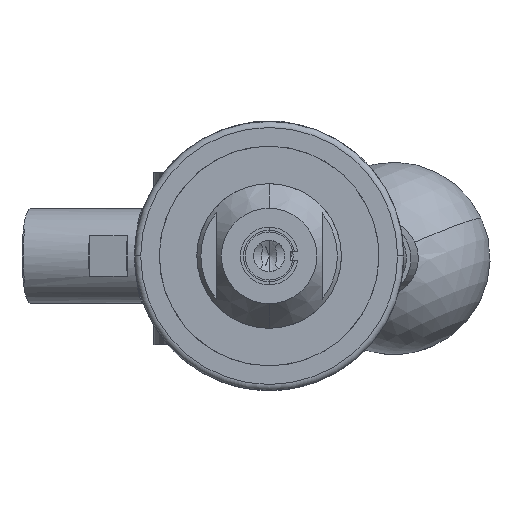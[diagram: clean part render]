
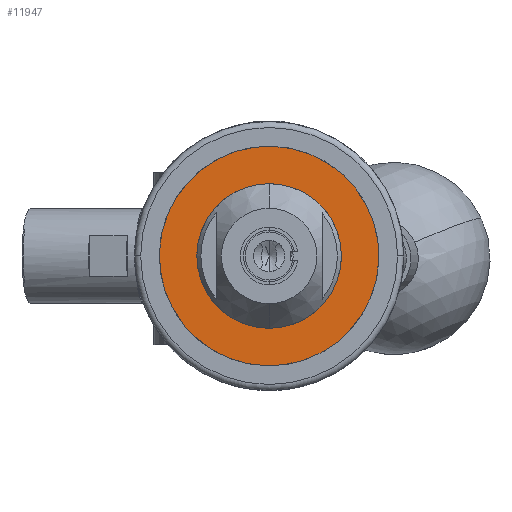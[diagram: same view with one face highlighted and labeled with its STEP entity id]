
A CAD part, left-side view. The second image highlights one B-rep face of the part: STEP entity #11947.
In plain terms, the highlighted planar face has unit normal (-1, 0, 0).
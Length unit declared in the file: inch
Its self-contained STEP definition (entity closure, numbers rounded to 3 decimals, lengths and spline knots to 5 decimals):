
#8 = FACE_OUTER_BOUND ( 'NONE', #16829, .T. ) ;
#689 = VERTEX_POINT ( 'NONE', #10797 ) ;
#813 = AXIS2_PLACEMENT_3D ( 'NONE', #11245, #16401, #12696 ) ;
#1114 = PLANE ( 'NONE',  #4490 ) ;
#2351 = CIRCLE ( 'NONE', #8636, 0.47 ) ;
#2482 = VERTEX_POINT ( 'NONE', #2805 ) ;
#2653 = VERTEX_POINT ( 'NONE', #5016 ) ;
#2805 = CARTESIAN_POINT ( 'NONE',  ( -4.364, -0.31683, 0.34716 ) ) ;
#3591 = EDGE_CURVE ( 'NONE', #689, #2482, #15640, .T. ) ;
#4007 = EDGE_LOOP ( 'NONE', ( #4189, #11449 ) ) ;
#4189 = ORIENTED_EDGE ( 'NONE', *, *, #3591, .T. ) ;
#4490 = AXIS2_PLACEMENT_3D ( 'NONE', #13955, #6408, #16857 ) ;
#4566 = VERTEX_POINT ( 'NONE', #10428 ) ;
#4850 = DIRECTION ( 'NONE',  ( 0., 0.674, -0.739 ) ) ;
#5016 = CARTESIAN_POINT ( 'NONE',  ( -4.364, 0.48097, -0.52702 ) ) ;
#5144 = DIRECTION ( 'NONE',  ( 0., 0.674, -0.739 ) ) ;
#5179 = CIRCLE ( 'NONE', #813, 0.7135 ) ;
#5656 = DIRECTION ( 'NONE',  ( 1., 0., 0. ) ) ;
#6325 = AXIS2_PLACEMENT_3D ( 'NONE', #14177, #14081, #4850 ) ;
#6408 = DIRECTION ( 'NONE',  ( 1., 0., 0. ) ) ;
#6417 = CARTESIAN_POINT ( 'NONE',  ( -4.364, 0., 0. ) ) ;
#6762 = ORIENTED_EDGE ( 'NONE', *, *, #16066, .F. ) ;
#6778 = AXIS2_PLACEMENT_3D ( 'NONE', #9511, #5656, #10885 ) ;
#8636 = AXIS2_PLACEMENT_3D ( 'NONE', #6417, #13181, #5144 ) ;
#9216 = CIRCLE ( 'NONE', #6778, 0.7135 ) ;
#9390 = EDGE_CURVE ( 'NONE', #2482, #689, #2351, .T. ) ;
#9511 = CARTESIAN_POINT ( 'NONE',  ( -4.364, 0., 0. ) ) ;
#9939 = ORIENTED_EDGE ( 'NONE', *, *, #14455, .F. ) ;
#10428 = CARTESIAN_POINT ( 'NONE',  ( -4.364, -0.48097, 0.52702 ) ) ;
#10797 = CARTESIAN_POINT ( 'NONE',  ( -4.364, 0.31683, -0.34716 ) ) ;
#10885 = DIRECTION ( 'NONE',  ( 0., 0.674, -0.739 ) ) ;
#11245 = CARTESIAN_POINT ( 'NONE',  ( -4.364, 0., 0. ) ) ;
#11449 = ORIENTED_EDGE ( 'NONE', *, *, #9390, .T. ) ;
#11727 = FACE_BOUND ( 'NONE', #4007, .T. ) ;
#11947 = ADVANCED_FACE ( 'NONE', ( #8, #11727 ), #1114, .F. ) ;
#12696 = DIRECTION ( 'NONE',  ( 0., 0.674, -0.739 ) ) ;
#13181 = DIRECTION ( 'NONE',  ( 1., 0., 0. ) ) ;
#13955 = CARTESIAN_POINT ( 'NONE',  ( -4.364, 0., 0. ) ) ;
#14081 = DIRECTION ( 'NONE',  ( 1., 0., 0. ) ) ;
#14177 = CARTESIAN_POINT ( 'NONE',  ( -4.364, 0., 0. ) ) ;
#14455 = EDGE_CURVE ( 'NONE', #2653, #4566, #9216, .T. ) ;
#15640 = CIRCLE ( 'NONE', #6325, 0.47 ) ;
#16066 = EDGE_CURVE ( 'NONE', #4566, #2653, #5179, .T. ) ;
#16401 = DIRECTION ( 'NONE',  ( 1., 0., 0. ) ) ;
#16829 = EDGE_LOOP ( 'NONE', ( #6762, #9939 ) ) ;
#16857 = DIRECTION ( 'NONE',  ( 0., 0.674, -0.739 ) ) ;
